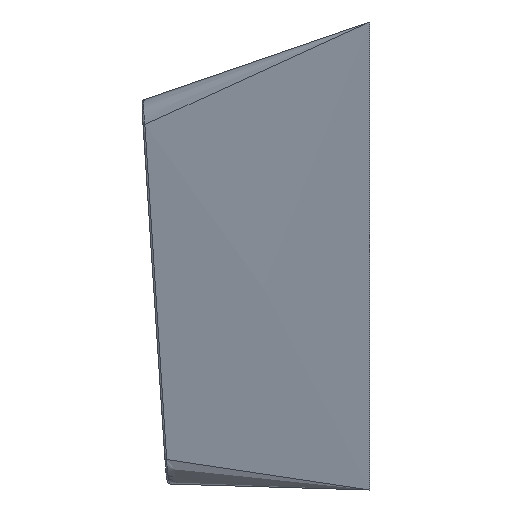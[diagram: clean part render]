
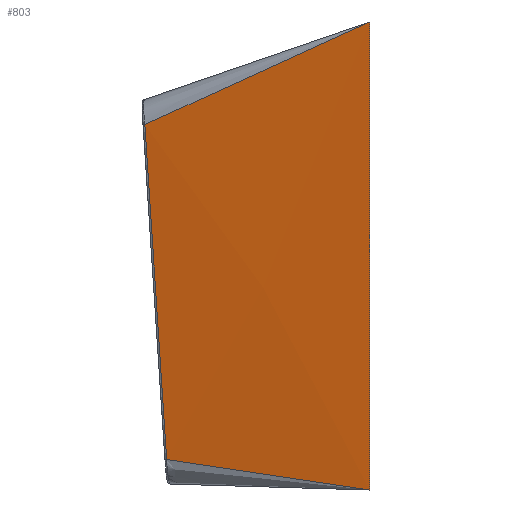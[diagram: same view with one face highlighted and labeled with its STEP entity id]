
A CAD part, left-side view. The second image highlights one B-rep face of the part: STEP entity #803.
In plain terms, the highlighted free-form (B-spline) face has degree [3, 1] with [6, 2] control points.
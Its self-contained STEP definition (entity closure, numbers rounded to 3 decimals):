
#3 = CARTESIAN_POINT ( 'NONE',  ( 0., 0., 18. ) ) ;
#7 = CARTESIAN_POINT ( 'NONE',  ( 1.482, 4.896, 15.771 ) ) ;
#17 = CARTESIAN_POINT ( 'NONE',  ( 1.966, 6.484, 15.045 ) ) ;
#126 = CARTESIAN_POINT ( 'NONE',  ( 0., 0., 12. ) ) ;
#152 = CARTESIAN_POINT ( 'NONE',  ( 2.626, 7.984, 3.86 ) ) ;
#351 = CARTESIAN_POINT ( 'NONE',  ( 0., 0., 15. ) ) ;
#373 = CARTESIAN_POINT ( 'NONE',  ( 2.626, 7.896, 2.516 ) ) ;
#381 = ORIENTED_EDGE ( 'NONE', *, *, #725, .T. ) ;
#485 = B_SPLINE_CURVE_WITH_KNOTS ( 'NONE', 3,
 ( #2434, #1235, #1007, #540 ),
 .UNSPECIFIED., .F., .F.,
 ( 4, 4 ),
 ( 0.01, 1. ),
 .UNSPECIFIED. ) ;
#496 = CARTESIAN_POINT ( 'NONE',  ( 2.29, 7.548, 14.558 ) ) ;
#505 = VERTEX_POINT ( 'NONE', #1781 ) ;
#523 = CARTESIAN_POINT ( 'NONE',  ( 1.847, 6.094, 15.223 ) ) ;
#540 = CARTESIAN_POINT ( 'NONE',  ( 0., 0., 0. ) ) ;
#557 = CARTESIAN_POINT ( 'NONE',  ( 2.487, 8.19, 14.263 ) ) ;
#585 = CARTESIAN_POINT ( 'NONE',  ( 2.627, 8.649, 14.053 ) ) ;
#599 = CARTESIAN_POINT ( 'NONE',  ( 2.65, 7.981, 2.689 ) ) ;
#649 = CARTESIAN_POINT ( 'NONE',  ( 0., 0., 0. ) ) ;
#725 = EDGE_CURVE ( 'NONE', #986, #3159, #916, .T. ) ;
#739 = CARTESIAN_POINT ( 'NONE',  ( 0., 0., 0. ) ) ;
#796 = B_SPLINE_CURVE_WITH_KNOTS ( 'NONE', 3,
 ( #1807, #1579, #863, #1830, #3064, #1365, #1110, #152, #373, #2275 ),
 .UNSPECIFIED., .F., .F.,
 ( 4, 3, 3, 4 ),
 ( 0., 0.005, 0.009, 0.013 ),
 .UNSPECIFIED. ) ;
#803 = ADVANCED_FACE ( 'NONE', ( #2159 ), #3116, .T. ) ;
#849 = CARTESIAN_POINT ( 'NONE',  ( 0., 0., 6. ) ) ;
#851 = EDGE_LOOP ( 'NONE', ( #381, #1701, #1276, #1711 ) ) ;
#863 = CARTESIAN_POINT ( 'NONE',  ( 2.627, 8.439, 10.839 ) ) ;
#916 = B_SPLINE_CURVE_WITH_KNOTS ( 'NONE', 3,
 ( #1000, #1725, #1456, #1944, #2926, #1698, #1249, #7, #1977, #523, #17, #2220, #1226, #2916, #2943, #3170, #496, #2430, #982, #1463, #1749, #1056, #2031, #1770, #1298, #557, #2010, #1780, #2501, #2735, #585 ),
 .UNSPECIFIED., .F., .F.,
 ( 4, 2, 2, 1, 1, 1, 1, 2, 2, 1, 2, 2, 1, 1, 1, 2, 2, 1, 2, 4 ),
 ( 0., 0.488, 0.504, 0.519, 0.55, 0.611, 0.733, 0.748, 0.763, 0.794, 0.855, 0.885, 0.916, 0.931, 0.935, 0.937, 0.938, 0.939, 0.946, 0.977 ),
 .UNSPECIFIED. ) ;
#982 = CARTESIAN_POINT ( 'NONE',  ( 2.372, 7.814, 14.436 ) ) ;
#986 = VERTEX_POINT ( 'NONE', #3079 ) ;
#1000 = CARTESIAN_POINT ( 'NONE',  ( 0., 0., 18. ) ) ;
#1007 = CARTESIAN_POINT ( 'NONE',  ( 0.956, 2.82, 0.431 ) ) ;
#1043 = VERTEX_POINT ( 'NONE', #739 ) ;
#1056 = CARTESIAN_POINT ( 'NONE',  ( 2.475, 8.151, 14.281 ) ) ;
#1110 = CARTESIAN_POINT ( 'NONE',  ( 2.626, 8.071, 5.203 ) ) ;
#1112 = CARTESIAN_POINT ( 'NONE',  ( 2.65, 8.463, 10.061 ) ) ;
#1220 = EDGE_CURVE ( 'NONE', #505, #1043, #485, .T. ) ;
#1226 = CARTESIAN_POINT ( 'NONE',  ( 2.006, 6.616, 14.984 ) ) ;
#1235 = CARTESIAN_POINT ( 'NONE',  ( 1.831, 5.423, 0.822 ) ) ;
#1249 = CARTESIAN_POINT ( 'NONE',  ( 1.386, 4.579, 15.916 ) ) ;
#1276 = ORIENTED_EDGE ( 'NONE', *, *, #1220, .T. ) ;
#1298 = CARTESIAN_POINT ( 'NONE',  ( 2.484, 8.179, 14.268 ) ) ;
#1365 = CARTESIAN_POINT ( 'NONE',  ( 2.626, 8.159, 6.546 ) ) ;
#1456 = CARTESIAN_POINT ( 'NONE',  ( 0.88, 2.914, 16.675 ) ) ;
#1463 = CARTESIAN_POINT ( 'NONE',  ( 2.412, 7.947, 14.375 ) ) ;
#1579 = CARTESIAN_POINT ( 'NONE',  ( 2.627, 8.544, 12.446 ) ) ;
#1596 = CARTESIAN_POINT ( 'NONE',  ( 2.65, 8.624, 12.518 ) ) ;
#1698 = CARTESIAN_POINT ( 'NONE',  ( 1.345, 4.443, 15.978 ) ) ;
#1701 = ORIENTED_EDGE ( 'NONE', *, *, #2915, .T. ) ;
#1711 = ORIENTED_EDGE ( 'NONE', *, *, #2273, .F. ) ;
#1725 = CARTESIAN_POINT ( 'NONE',  ( 0.45, 1.491, 17.323 ) ) ;
#1749 = CARTESIAN_POINT ( 'NONE',  ( 2.456, 8.09, 14.309 ) ) ;
#1770 = CARTESIAN_POINT ( 'NONE',  ( 2.483, 8.176, 14.269 ) ) ;
#1780 = CARTESIAN_POINT ( 'NONE',  ( 2.516, 8.285, 14.219 ) ) ;
#1781 = CARTESIAN_POINT ( 'NONE',  ( 2.626, 7.809, 1.173 ) ) ;
#1807 = CARTESIAN_POINT ( 'NONE',  ( 2.627, 8.649, 14.053 ) ) ;
#1830 = CARTESIAN_POINT ( 'NONE',  ( 2.627, 8.334, 9.232 ) ) ;
#1944 = CARTESIAN_POINT ( 'NONE',  ( 1.304, 4.31, 16.038 ) ) ;
#1977 = CARTESIAN_POINT ( 'NONE',  ( 1.673, 5.523, 15.485 ) ) ;
#2010 = CARTESIAN_POINT ( 'NONE',  ( 2.502, 8.239, 14.24 ) ) ;
#2031 = CARTESIAN_POINT ( 'NONE',  ( 2.48, 8.168, 14.273 ) ) ;
#2057 = CARTESIAN_POINT ( 'NONE',  ( 2.65, 7.82, 0.232 ) ) ;
#2094 = CARTESIAN_POINT ( 'NONE',  ( 0., 0., 3. ) ) ;
#2159 = FACE_OUTER_BOUND ( 'NONE', #851, .T. ) ;
#2220 = CARTESIAN_POINT ( 'NONE',  ( 1.992, 6.57, 15.005 ) ) ;
#2271 = LINE ( 'NONE', #3, #3166 ) ;
#2273 = EDGE_CURVE ( 'NONE', #986, #1043, #2271, .T. ) ;
#2275 = CARTESIAN_POINT ( 'NONE',  ( 2.626, 7.809, 1.173 ) ) ;
#2333 = CARTESIAN_POINT ( 'NONE',  ( 2.65, 8.785, 14.975 ) ) ;
#2430 = CARTESIAN_POINT ( 'NONE',  ( 2.317, 7.636, 14.517 ) ) ;
#2434 = CARTESIAN_POINT ( 'NONE',  ( 2.626, 7.809, 1.173 ) ) ;
#2501 = CARTESIAN_POINT ( 'NONE',  ( 2.574, 8.475, 14.132 ) ) ;
#2552 = CARTESIAN_POINT ( 'NONE',  ( 2.65, 8.142, 5.146 ) ) ;
#2735 = CARTESIAN_POINT ( 'NONE',  ( 2.607, 8.584, 14.083 ) ) ;
#2785 = CARTESIAN_POINT ( 'NONE',  ( 0., 0., 18. ) ) ;
#2915 = EDGE_CURVE ( 'NONE', #3159, #505, #796, .T. ) ;
#2916 = CARTESIAN_POINT ( 'NONE',  ( 2.047, 6.751, 14.923 ) ) ;
#2926 = CARTESIAN_POINT ( 'NONE',  ( 1.317, 4.352, 16.019 ) ) ;
#2943 = CARTESIAN_POINT ( 'NONE',  ( 2.129, 7.019, 14.8 ) ) ;
#3064 = CARTESIAN_POINT ( 'NONE',  ( 2.627, 8.247, 7.889 ) ) ;
#3074 = CARTESIAN_POINT ( 'NONE',  ( 2.627, 8.649, 14.053 ) ) ;
#3079 = CARTESIAN_POINT ( 'NONE',  ( 0., 0., 18. ) ) ;
#3116 = B_SPLINE_SURFACE_WITH_KNOTS ( 'NONE', 3, 1, ( 
 ( #649, #2057 ),
 ( #2094, #599 ),
 ( #849, #2552 ),
 ( #126, #1112 ),
 ( #351, #1596 ),
 ( #2785, #2333 ) ),
 .UNSPECIFIED., .F., .F., .F.,
 ( 4, 2, 4 ),
 ( 2, 2 ),
 ( 0., 0.5, 1. ),
 ( 0., 1. ),
 .UNSPECIFIED. ) ;
#3134 = DIRECTION ( 'NONE',  ( 0., 0., -1. ) ) ;
#3159 = VERTEX_POINT ( 'NONE', #3074 ) ;
#3166 = VECTOR ( 'NONE', #3134, 1000. ) ;
#3170 = CARTESIAN_POINT ( 'NONE',  ( 2.21, 7.284, 14.678 ) ) ;
